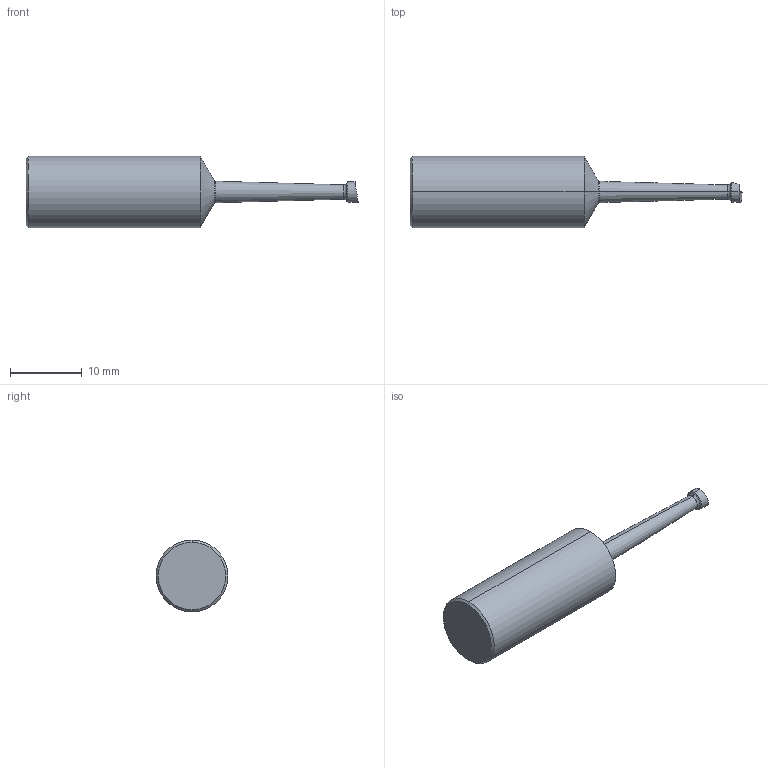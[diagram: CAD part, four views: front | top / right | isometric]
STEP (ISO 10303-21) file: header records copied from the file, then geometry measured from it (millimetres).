
FILE_DESCRIPTION (( 'STEP AP203' ), '1' );
FILE_NAME ('U10.B03.001.020.STEP', '2013-03-06T15:20:44', ( 'baer' ), ( 'Hewlett-Packard Company' ), 'SwSTEP 2.0', 'SolidWorks 2012', '' );
FILE_SCHEMA (( 'CONFIG_CONTROL_DESIGN' ));
Length unit declared in the file: millimetre
Products named in the file (1): U10.B03.001.020
Bounding box: 46.3 x 10 x 10 mm (x, y, z)
Volume: 2076.3 mm3; surface area: 1079.3 mm2
Topology: 1 solids, 1 shells, 28 faces, 64 edges, 38 vertices
Faces by surface type: cone 12, torus 8, cylinder 3, plane 3, sphere 2
Entity records: 906 total; most frequent: CARTESIAN_POINT 214, DIRECTION 135, ORIENTED_EDGE 128, EDGE_CURVE 64, AXIS2_PLACEMENT_3D 61, VERTEX_POINT 38, CIRCLE 32, ADVANCED_FACE 28
